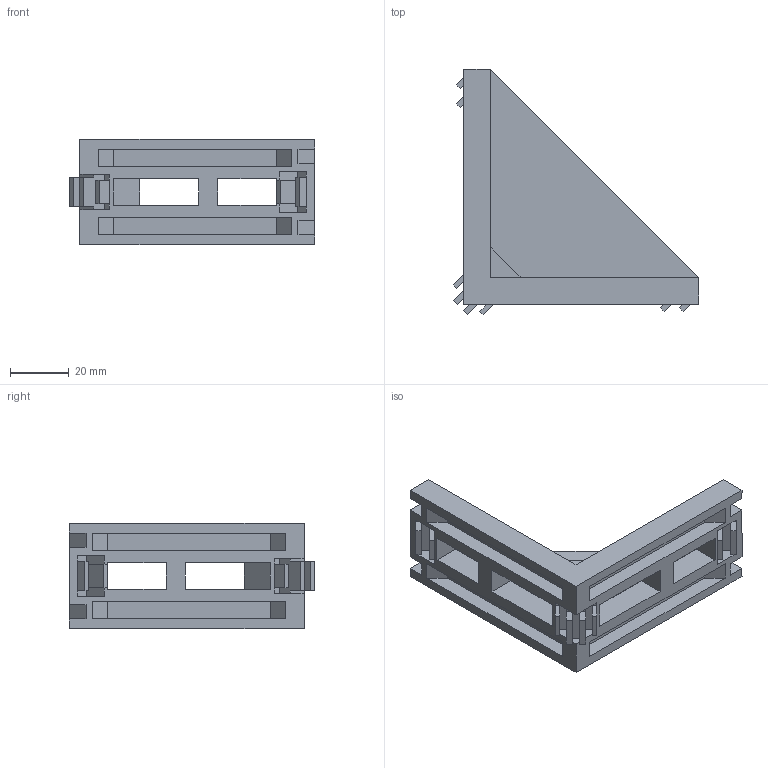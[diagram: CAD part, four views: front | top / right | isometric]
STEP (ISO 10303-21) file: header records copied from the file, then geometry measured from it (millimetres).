
FILE_DESCRIPTION (( 'STEP AP214' ), '1' );
FILE_NAME ('Óãîëîê 36õ80õ80 ïàç 8-10 +.STEP', '2022-04-29T13:08:34', ( 'user' ), ( '' ), 'SwSTEP 2.0', 'SolidWorks 2022', '' );
FILE_SCHEMA (( 'AUTOMOTIVE_DESIGN' ));
Length unit declared in the file: millimetre
Products named in the file (1): Óãîëîê 36õ80õ80 ïàç 8-10 +
Bounding box: 83.54 x 83.54 x 36 mm (x, y, z)
Volume: 48960.6 mm3; surface area: 23653.2 mm2
Topology: 1 solids, 1 shells, 128 faces, 338 edges, 218 vertices
Faces by surface type: plane 128
Entity records: 3896 total; most frequent: CARTESIAN_POINT 685, ORIENTED_EDGE 676, DIRECTION 596, LINE 338, EDGE_CURVE 338, VECTOR 338, VERTEX_POINT 218, EDGE_LOOP 142
